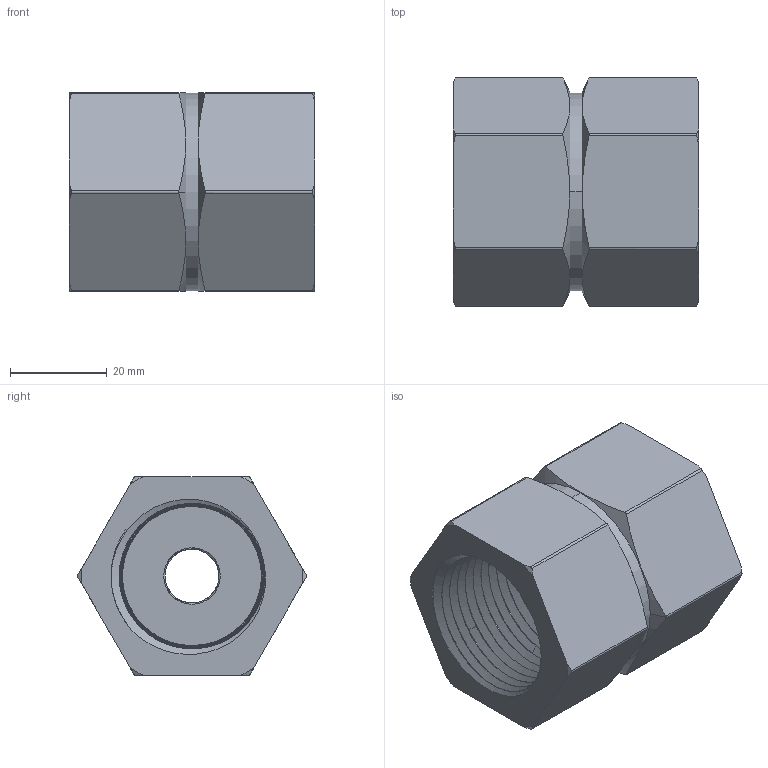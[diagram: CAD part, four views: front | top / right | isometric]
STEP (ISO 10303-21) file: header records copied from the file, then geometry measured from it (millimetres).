
FILE_DESCRIPTION((''),'2;1');
FILE_NAME('H-SSR_HEX_REDUCING_COUPLING','2025-07-08T08:26:27',('Administrator'),(''),'CREO PARAMETRIC BY PTC INC, 2020184','CREO PARAMETRIC BY PTC INC, 2020184','');
FILE_SCHEMA(('AUTOMOTIVE_DESIGN { 1 0 10303 214 1 1 1 1 }'));
Length unit declared in the file: millimetre
Products named in the file (1): H-SSR_HEX_REDUCING_COUPLING
Bounding box: 50.8 x 47.42 x 41.2 mm (x, y, z)
Volume: 52175.9 mm3; surface area: 16123.4 mm2
Topology: 1 solids, 1 shells, 126 faces, 360 edges, 243 vertices
Faces by surface type: cone 62, bspline 25, cylinder 21, plane 18
Entity records: 12336 total; most frequent: CARTESIAN_POINT 9328, ORIENTED_EDGE 712, DIRECTION 384, EDGE_CURVE 356, VERTEX_POINT 233, B_SPLINE_CURVE_WITH_KNOTS 208, AXIS2_PLACEMENT_3D 130, EDGE_LOOP 129
